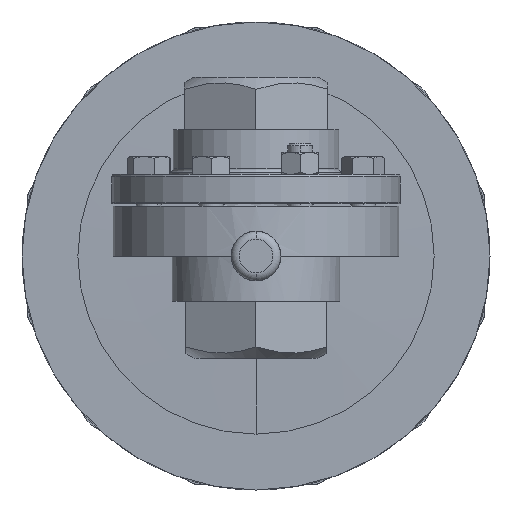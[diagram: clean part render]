
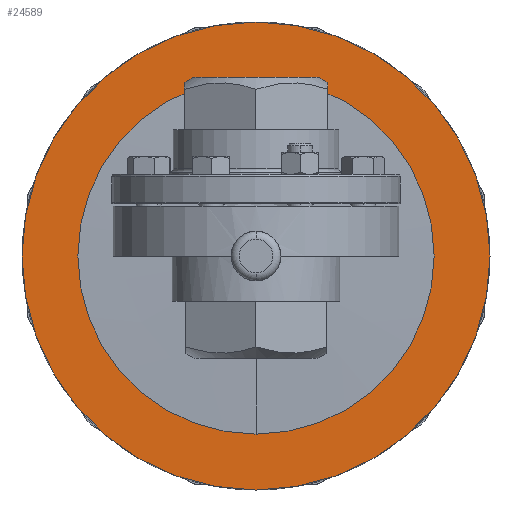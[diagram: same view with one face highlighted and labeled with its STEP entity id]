
A CAD part, front view. The second image highlights one B-rep face of the part: STEP entity #24589.
In plain terms, the highlighted planar face has unit normal (0, -1, 0).
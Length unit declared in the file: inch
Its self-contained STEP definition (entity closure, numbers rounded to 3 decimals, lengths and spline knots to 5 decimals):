
#1486 = DIRECTION ( 'NONE',  ( 0., -1., 0. ) ) ;
#3437 = DIRECTION ( 'NONE',  ( 0., 0., -1. ) ) ;
#4052 = DIRECTION ( 'NONE',  ( 0., 0., -1. ) ) ;
#4284 = ORIENTED_EDGE ( 'NONE', *, *, #13605, .F. ) ;
#4527 = EDGE_CURVE ( 'NONE', #12673, #11493, #24912, .T. ) ;
#4814 = VERTEX_POINT ( 'NONE', #17522 ) ;
#5327 = AXIS2_PLACEMENT_3D ( 'NONE', #9687, #17965, #3437 ) ;
#5410 = VERTEX_POINT ( 'NONE', #18422 ) ;
#5418 = ORIENTED_EDGE ( 'NONE', *, *, #6305, .T. ) ;
#6305 = EDGE_CURVE ( 'NONE', #11493, #12673, #25168, .T. ) ;
#6591 = DIRECTION ( 'NONE',  ( 0., -1., 0. ) ) ;
#7035 = PLANE ( 'NONE',  #8959 ) ;
#8795 = CARTESIAN_POINT ( 'NONE',  ( 0., 2.656, -3.6025 ) ) ;
#8959 = AXIS2_PLACEMENT_3D ( 'NONE', #8795, #25450, #15085 ) ;
#9179 = EDGE_CURVE ( 'NONE', #5410, #4814, #17943, .T. ) ;
#9687 = CARTESIAN_POINT ( 'NONE',  ( 0., 2.656, 0. ) ) ;
#9844 = EDGE_LOOP ( 'NONE', ( #23201, #4284 ) ) ;
#10034 = CARTESIAN_POINT ( 'NONE',  ( 0., 2.656, 0. ) ) ;
#11493 = VERTEX_POINT ( 'NONE', #12498 ) ;
#11957 = AXIS2_PLACEMENT_3D ( 'NONE', #18745, #18920, #4052 ) ;
#12210 = DIRECTION ( 'NONE',  ( 0., 0., -1. ) ) ;
#12498 = CARTESIAN_POINT ( 'NONE',  ( 0., 2.656, 3.53 ) ) ;
#12673 = VERTEX_POINT ( 'NONE', #13985 ) ;
#13605 = EDGE_CURVE ( 'NONE', #4814, #5410, #18155, .T. ) ;
#13985 = CARTESIAN_POINT ( 'NONE',  ( 0., 2.656, -3.53 ) ) ;
#14156 = AXIS2_PLACEMENT_3D ( 'NONE', #10034, #1486, #12210 ) ;
#15085 = DIRECTION ( 'NONE',  ( 0., 0., -1. ) ) ;
#17522 = CARTESIAN_POINT ( 'NONE',  ( 0., 2.656, 2.6875 ) ) ;
#17943 = CIRCLE ( 'NONE', #5327, 2.6875 ) ;
#17965 = DIRECTION ( 'NONE',  ( 0., -1., 0. ) ) ;
#18155 = CIRCLE ( 'NONE', #14156, 2.6875 ) ;
#18422 = CARTESIAN_POINT ( 'NONE',  ( 0., 2.656, -2.6875 ) ) ;
#18745 = CARTESIAN_POINT ( 'NONE',  ( 0., 2.656, 0. ) ) ;
#18920 = DIRECTION ( 'NONE',  ( 0., -1., 0. ) ) ;
#19500 = FACE_OUTER_BOUND ( 'NONE', #24649, .T. ) ;
#22399 = AXIS2_PLACEMENT_3D ( 'NONE', #25547, #6591, #25452 ) ;
#22450 = FACE_BOUND ( 'NONE', #9844, .T. ) ;
#23201 = ORIENTED_EDGE ( 'NONE', *, *, #9179, .F. ) ;
#23435 = ORIENTED_EDGE ( 'NONE', *, *, #4527, .T. ) ;
#24589 = ADVANCED_FACE ( 'NONE', ( #22450, #19500 ), #7035, .T. ) ;
#24649 = EDGE_LOOP ( 'NONE', ( #23435, #5418 ) ) ;
#24912 = CIRCLE ( 'NONE', #22399, 3.53 ) ;
#25168 = CIRCLE ( 'NONE', #11957, 3.53 ) ;
#25450 = DIRECTION ( 'NONE',  ( 0., -1., 0. ) ) ;
#25452 = DIRECTION ( 'NONE',  ( 0., 0., -1. ) ) ;
#25547 = CARTESIAN_POINT ( 'NONE',  ( 0., 2.656, 0. ) ) ;
